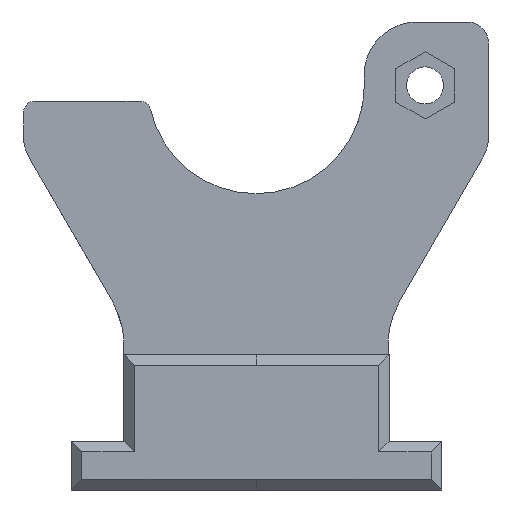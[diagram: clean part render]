
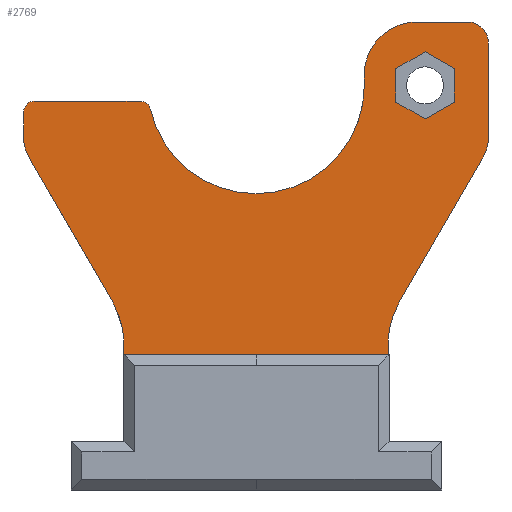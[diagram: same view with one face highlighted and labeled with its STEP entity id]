
A CAD part, left-side view. The second image highlights one B-rep face of the part: STEP entity #2769.
In plain terms, the highlighted planar face has unit normal (-1, 0, 0).
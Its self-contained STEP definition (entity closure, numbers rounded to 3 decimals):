
#1250=CARTESIAN_POINT('Vertex',(0.,-16.,-3.175)) ;
#1255=CARTESIAN_POINT('Line Origine',(0.,-17.375,-2.382)) ;
#1259=CARTESIAN_POINT('Vertex',(0.,-18.75,-1.588)) ;
#1290=CARTESIAN_POINT('Vertex',(0.,-13.25,-1.588)) ;
#1295=CARTESIAN_POINT('Line Origine',(0.,-14.625,-2.382)) ;
#1317=CARTESIAN_POINT('Line Origine',(0.,-18.75,0.)) ;
#1321=CARTESIAN_POINT('Vertex',(0.,-18.75,1.588)) ;
#1403=CARTESIAN_POINT('Vertex',(0.,-13.25,1.588)) ;
#1406=CARTESIAN_POINT('Line Origine',(0.,-13.25,0.)) ;
#1436=CARTESIAN_POINT('Vertex',(0.,22.,-2.5)) ;
#1439=CARTESIAN_POINT('Axis2P3D Location',(0.,21.,-2.5)) ;
#1443=CARTESIAN_POINT('Vertex',(0.,21.,-1.5)) ;
#1469=CARTESIAN_POINT('Vertex',(0.,10.969,-1.5)) ;
#1477=CARTESIAN_POINT('Line Origine',(0.,15.984,-1.5)) ;
#1512=CARTESIAN_POINT('Axis2P3D Location',(0.,10.969,-2.5)) ;
#1516=CARTESIAN_POINT('Vertex',(0.,9.994,-2.278)) ;
#1543=CARTESIAN_POINT('Axis2P3D Location',(0.,0.,0.)) ;
#1547=CARTESIAN_POINT('Vertex',(0.,0.,-10.25)) ;
#1609=CARTESIAN_POINT('Axis2P3D Location',(0.,0.,0.)) ;
#1613=CARTESIAN_POINT('Vertex',(0.,-10.25,0.)) ;
#1637=CARTESIAN_POINT('Line Origine',(0.,-10.25,0.5)) ;
#1641=CARTESIAN_POINT('Vertex',(0.,-10.25,1.)) ;
#1668=CARTESIAN_POINT('Axis2P3D Location',(0.,-15.25,1.)) ;
#1672=CARTESIAN_POINT('Vertex',(0.,-15.25,6.)) ;
#1699=CARTESIAN_POINT('Line Origine',(0.,-17.625,6.)) ;
#1703=CARTESIAN_POINT('Vertex',(0.,-20.,6.)) ;
#1730=CARTESIAN_POINT('Axis2P3D Location',(0.,-20.,4.)) ;
#1734=CARTESIAN_POINT('Vertex',(0.,-22.,4.)) ;
#1761=CARTESIAN_POINT('Line Origine',(0.,-22.,2.)) ;
#1765=CARTESIAN_POINT('Vertex',(0.,-22.,0.)) ;
#1792=CARTESIAN_POINT('Line Origine',(0.,-17.375,2.382)) ;
#1796=CARTESIAN_POINT('Vertex',(0.,-16.,3.175)) ;
#1816=CARTESIAN_POINT('Line Origine',(0.,-14.625,2.382)) ;
#2426=CARTESIAN_POINT('Vertex',(0.,21.549,-6.683)) ;
#2431=CARTESIAN_POINT('Axis2P3D Location',(0.,18.634,-5.)) ;
#2435=CARTESIAN_POINT('Vertex',(0.,22.,-5.)) ;
#2466=CARTESIAN_POINT('Vertex',(0.,-22.,-5.)) ;
#2471=CARTESIAN_POINT('Axis2P3D Location',(0.,-18.634,-5.)) ;
#2475=CARTESIAN_POINT('Vertex',(0.,-21.549,-6.683)) ;
#2502=CARTESIAN_POINT('Line Origine',(0.,-17.56,-13.592)) ;
#2506=CARTESIAN_POINT('Vertex',(0.,-13.572,-20.5)) ;
#2540=CARTESIAN_POINT('Axis2P3D Location',(0.,-20.5,-24.5)) ;
#2544=CARTESIAN_POINT('Vertex',(0.,-12.5,-24.5)) ;
#2577=CARTESIAN_POINT('Vertex',(0.,12.5,-25.5)) ;
#2580=CARTESIAN_POINT('Line Origine',(0.,12.5,-25.)) ;
#2584=CARTESIAN_POINT('Vertex',(0.,12.5,-24.5)) ;
#2604=CARTESIAN_POINT('Line Origine',(0.,-12.5,-25.)) ;
#2608=CARTESIAN_POINT('Vertex',(0.,-12.5,-25.5)) ;
#2698=CARTESIAN_POINT('Axis2P3D Location',(0.,0.,0.)) ;
#2703=CARTESIAN_POINT('Line Origine',(0.,22.,-3.75)) ;
#2708=CARTESIAN_POINT('Line Origine',(0.,17.56,-13.592)) ;
#2712=CARTESIAN_POINT('Vertex',(0.,13.572,-20.5)) ;
#2715=CARTESIAN_POINT('Axis2P3D Location',(0.,20.5,-24.5)) ;
#2720=CARTESIAN_POINT('Line Origine',(0.,6.25,-25.5)) ;
#2724=CARTESIAN_POINT('Vertex',(0.,0.,-25.5)) ;
#2727=CARTESIAN_POINT('Line Origine',(0.,-6.25,-25.5)) ;
#2732=CARTESIAN_POINT('Line Origine',(0.,-22.,-2.5)) ;
#1256=DIRECTION('Vector Direction',(0.,-0.866,0.5)) ;
#1296=DIRECTION('Vector Direction',(0.,-0.866,-0.5)) ;
#1318=DIRECTION('Vector Direction',(0.,0.,1.)) ;
#1407=DIRECTION('Vector Direction',(0.,0.,-1.)) ;
#1440=DIRECTION('Axis2P3D Direction',(1.,0.,-0.)) ;
#1478=DIRECTION('Vector Direction',(0.,1.,0.)) ;
#1513=DIRECTION('Axis2P3D Direction',(1.,0.,-0.)) ;
#1544=DIRECTION('Axis2P3D Direction',(1.,0.,0.)) ;
#1610=DIRECTION('Axis2P3D Direction',(1.,0.,0.)) ;
#1638=DIRECTION('Vector Direction',(0.,0.,1.)) ;
#1669=DIRECTION('Axis2P3D Direction',(-1.,-0.,0.)) ;
#1700=DIRECTION('Vector Direction',(0.,-1.,0.)) ;
#1731=DIRECTION('Axis2P3D Direction',(1.,0.,0.)) ;
#1762=DIRECTION('Vector Direction',(0.,0.,-1.)) ;
#1793=DIRECTION('Vector Direction',(0.,0.866,0.5)) ;
#1817=DIRECTION('Vector Direction',(0.,0.866,-0.5)) ;
#2432=DIRECTION('Axis2P3D Direction',(-1.,-0.,0.)) ;
#2472=DIRECTION('Axis2P3D Direction',(-1.,-0.,0.)) ;
#2503=DIRECTION('Vector Direction',(0.,0.5,-0.866)) ;
#2541=DIRECTION('Axis2P3D Direction',(-1.,-0.,0.)) ;
#2581=DIRECTION('Vector Direction',(0.,0.,-1.)) ;
#2605=DIRECTION('Vector Direction',(0.,0.,-1.)) ;
#2699=DIRECTION('Axis2P3D Direction',(1.,0.,0.)) ;
#2700=DIRECTION('Axis2P3D XDirection',(0.,1.,0.)) ;
#2704=DIRECTION('Vector Direction',(0.,0.,1.)) ;
#2709=DIRECTION('Vector Direction',(0.,-0.5,-0.866)) ;
#2716=DIRECTION('Axis2P3D Direction',(1.,0.,0.)) ;
#2721=DIRECTION('Vector Direction',(0.,1.,0.)) ;
#2728=DIRECTION('Vector Direction',(0.,1.,0.)) ;
#2733=DIRECTION('Vector Direction',(0.,0.,1.)) ;
#1441=AXIS2_PLACEMENT_3D('Circle Axis2P3D',#1439,#1440,$) ;
#1514=AXIS2_PLACEMENT_3D('Circle Axis2P3D',#1512,#1513,$) ;
#1545=AXIS2_PLACEMENT_3D('Circle Axis2P3D',#1543,#1544,$) ;
#1611=AXIS2_PLACEMENT_3D('Circle Axis2P3D',#1609,#1610,$) ;
#1670=AXIS2_PLACEMENT_3D('Circle Axis2P3D',#1668,#1669,$) ;
#1732=AXIS2_PLACEMENT_3D('Circle Axis2P3D',#1730,#1731,$) ;
#2433=AXIS2_PLACEMENT_3D('Circle Axis2P3D',#2431,#2432,$) ;
#2473=AXIS2_PLACEMENT_3D('Circle Axis2P3D',#2471,#2472,$) ;
#2542=AXIS2_PLACEMENT_3D('Circle Axis2P3D',#2540,#2541,$) ;
#2701=AXIS2_PLACEMENT_3D('Plane Axis2P3D',#2698,#2699,#2700) ;
#2717=AXIS2_PLACEMENT_3D('Circle Axis2P3D',#2715,#2716,$) ;
#2738=ORIENTED_EDGE('',*,*,#1518,.F.) ;
#2739=ORIENTED_EDGE('',*,*,#1481,.F.) ;
#2740=ORIENTED_EDGE('',*,*,#1445,.F.) ;
#2741=ORIENTED_EDGE('',*,*,#2707,.T.) ;
#2742=ORIENTED_EDGE('',*,*,#2437,.T.) ;
#2743=ORIENTED_EDGE('',*,*,#2714,.T.) ;
#2744=ORIENTED_EDGE('',*,*,#2719,.T.) ;
#2745=ORIENTED_EDGE('',*,*,#2586,.T.) ;
#2746=ORIENTED_EDGE('',*,*,#2726,.F.) ;
#2747=ORIENTED_EDGE('',*,*,#2731,.F.) ;
#2748=ORIENTED_EDGE('',*,*,#2610,.T.) ;
#2749=ORIENTED_EDGE('',*,*,#2546,.T.) ;
#2750=ORIENTED_EDGE('',*,*,#2508,.T.) ;
#2751=ORIENTED_EDGE('',*,*,#2477,.T.) ;
#2752=ORIENTED_EDGE('',*,*,#2736,.T.) ;
#2753=ORIENTED_EDGE('',*,*,#1767,.F.) ;
#2754=ORIENTED_EDGE('',*,*,#1736,.F.) ;
#2755=ORIENTED_EDGE('',*,*,#1705,.F.) ;
#2756=ORIENTED_EDGE('',*,*,#1674,.F.) ;
#2757=ORIENTED_EDGE('',*,*,#1643,.F.) ;
#2758=ORIENTED_EDGE('',*,*,#1615,.T.) ;
#2759=ORIENTED_EDGE('',*,*,#1549,.T.) ;
#2762=ORIENTED_EDGE('',*,*,#1410,.F.) ;
#2763=ORIENTED_EDGE('',*,*,#1820,.F.) ;
#2764=ORIENTED_EDGE('',*,*,#1798,.F.) ;
#2765=ORIENTED_EDGE('',*,*,#1323,.F.) ;
#2766=ORIENTED_EDGE('',*,*,#1261,.F.) ;
#2767=ORIENTED_EDGE('',*,*,#1299,.F.) ;
#2768=FACE_BOUND('',#2761,.T.) ;
#1257=VECTOR('Line Direction',#1256,1.) ;
#1297=VECTOR('Line Direction',#1296,1.) ;
#1319=VECTOR('Line Direction',#1318,1.) ;
#1408=VECTOR('Line Direction',#1407,1.) ;
#1479=VECTOR('Line Direction',#1478,1.) ;
#1639=VECTOR('Line Direction',#1638,1.) ;
#1701=VECTOR('Line Direction',#1700,1.) ;
#1763=VECTOR('Line Direction',#1762,1.) ;
#1794=VECTOR('Line Direction',#1793,1.) ;
#1818=VECTOR('Line Direction',#1817,1.) ;
#2504=VECTOR('Line Direction',#2503,1.) ;
#2582=VECTOR('Line Direction',#2581,1.) ;
#2606=VECTOR('Line Direction',#2605,1.) ;
#2705=VECTOR('Line Direction',#2704,1.) ;
#2710=VECTOR('Line Direction',#2709,1.) ;
#2722=VECTOR('Line Direction',#2721,1.) ;
#2729=VECTOR('Line Direction',#2728,1.) ;
#2734=VECTOR('Line Direction',#2733,1.) ;
#2769=ADVANCED_FACE('PartBody',(#2760,#2768),#2702,.F.) ;
#1442=CIRCLE('generated circle',#1441,1.) ;
#1515=CIRCLE('generated circle',#1514,1.) ;
#1546=CIRCLE('generated circle',#1545,10.25) ;
#1612=CIRCLE('generated circle',#1611,10.25) ;
#1671=CIRCLE('generated circle',#1670,5.) ;
#1733=CIRCLE('generated circle',#1732,2.) ;
#2434=CIRCLE('generated circle',#2433,3.366) ;
#2474=CIRCLE('generated circle',#2473,3.366) ;
#2543=CIRCLE('generated circle',#2542,8.) ;
#2718=CIRCLE('generated circle',#2717,8.) ;
#1261=EDGE_CURVE('',#1251,#1260,#1258,.T.) ;
#1299=EDGE_CURVE('',#1291,#1251,#1298,.T.) ;
#1323=EDGE_CURVE('',#1260,#1322,#1320,.T.) ;
#1410=EDGE_CURVE('',#1404,#1291,#1409,.T.) ;
#1445=EDGE_CURVE('',#1437,#1444,#1442,.T.) ;
#1481=EDGE_CURVE('',#1444,#1470,#1480,.F.) ;
#1518=EDGE_CURVE('',#1470,#1517,#1515,.T.) ;
#1549=EDGE_CURVE('',#1548,#1517,#1546,.T.) ;
#1615=EDGE_CURVE('',#1614,#1548,#1612,.T.) ;
#1643=EDGE_CURVE('',#1614,#1642,#1640,.T.) ;
#1674=EDGE_CURVE('',#1642,#1673,#1671,.F.) ;
#1705=EDGE_CURVE('',#1673,#1704,#1702,.T.) ;
#1736=EDGE_CURVE('',#1704,#1735,#1733,.T.) ;
#1767=EDGE_CURVE('',#1735,#1766,#1764,.T.) ;
#1798=EDGE_CURVE('',#1322,#1797,#1795,.T.) ;
#1820=EDGE_CURVE('',#1797,#1404,#1819,.T.) ;
#2437=EDGE_CURVE('',#2436,#2427,#2434,.T.) ;
#2477=EDGE_CURVE('',#2476,#2467,#2474,.T.) ;
#2508=EDGE_CURVE('',#2507,#2476,#2505,.F.) ;
#2546=EDGE_CURVE('',#2545,#2507,#2543,.F.) ;
#2586=EDGE_CURVE('',#2585,#2578,#2583,.T.) ;
#2610=EDGE_CURVE('',#2609,#2545,#2607,.F.) ;
#2707=EDGE_CURVE('',#1437,#2436,#2706,.F.) ;
#2714=EDGE_CURVE('',#2427,#2713,#2711,.T.) ;
#2719=EDGE_CURVE('',#2713,#2585,#2718,.T.) ;
#2726=EDGE_CURVE('',#2725,#2578,#2723,.T.) ;
#2731=EDGE_CURVE('',#2609,#2725,#2730,.T.) ;
#2736=EDGE_CURVE('',#2467,#1766,#2735,.T.) ;
#2737=EDGE_LOOP('',(#2738,#2739,#2740,#2741,#2742,#2743,#2744,#2745,#2746,#2747,#2748,#2749,#2750,#2751,#2752,#2753,#2754,#2755,#2756,#2757,#2758,#2759)) ;
#2761=EDGE_LOOP('',(#2762,#2763,#2764,#2765,#2766,#2767)) ;
#2760=FACE_OUTER_BOUND('',#2737,.T.) ;
#1258=LINE('Line',#1255,#1257) ;
#1298=LINE('Line',#1295,#1297) ;
#1320=LINE('Line',#1317,#1319) ;
#1409=LINE('Line',#1406,#1408) ;
#1480=LINE('Line',#1477,#1479) ;
#1640=LINE('Line',#1637,#1639) ;
#1702=LINE('Line',#1699,#1701) ;
#1764=LINE('Line',#1761,#1763) ;
#1795=LINE('Line',#1792,#1794) ;
#1819=LINE('Line',#1816,#1818) ;
#2505=LINE('Line',#2502,#2504) ;
#2583=LINE('Line',#2580,#2582) ;
#2607=LINE('Line',#2604,#2606) ;
#2706=LINE('Line',#2703,#2705) ;
#2711=LINE('Line',#2708,#2710) ;
#2723=LINE('Line',#2720,#2722) ;
#2730=LINE('Line',#2727,#2729) ;
#2735=LINE('Line',#2732,#2734) ;
#2702=PLANE('',#2701) ;
#1251=VERTEX_POINT('',#1250) ;
#1260=VERTEX_POINT('',#1259) ;
#1291=VERTEX_POINT('',#1290) ;
#1322=VERTEX_POINT('',#1321) ;
#1404=VERTEX_POINT('',#1403) ;
#1437=VERTEX_POINT('',#1436) ;
#1444=VERTEX_POINT('',#1443) ;
#1470=VERTEX_POINT('',#1469) ;
#1517=VERTEX_POINT('',#1516) ;
#1548=VERTEX_POINT('',#1547) ;
#1614=VERTEX_POINT('',#1613) ;
#1642=VERTEX_POINT('',#1641) ;
#1673=VERTEX_POINT('',#1672) ;
#1704=VERTEX_POINT('',#1703) ;
#1735=VERTEX_POINT('',#1734) ;
#1766=VERTEX_POINT('',#1765) ;
#1797=VERTEX_POINT('',#1796) ;
#2427=VERTEX_POINT('',#2426) ;
#2436=VERTEX_POINT('',#2435) ;
#2467=VERTEX_POINT('',#2466) ;
#2476=VERTEX_POINT('',#2475) ;
#2507=VERTEX_POINT('',#2506) ;
#2545=VERTEX_POINT('',#2544) ;
#2578=VERTEX_POINT('',#2577) ;
#2585=VERTEX_POINT('',#2584) ;
#2609=VERTEX_POINT('',#2608) ;
#2713=VERTEX_POINT('',#2712) ;
#2725=VERTEX_POINT('',#2724) ;
